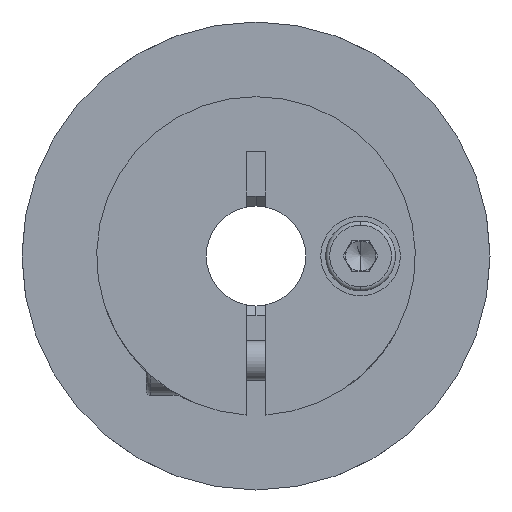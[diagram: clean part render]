
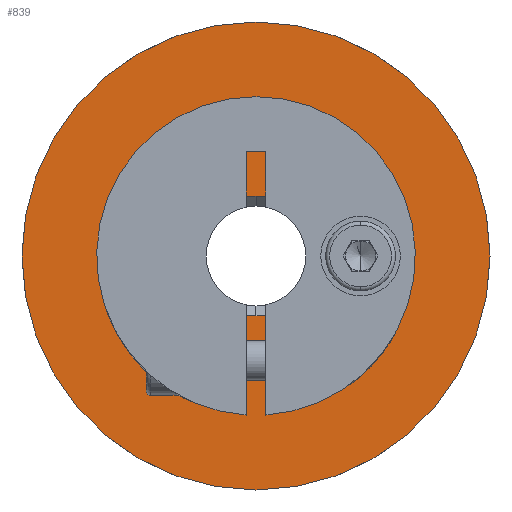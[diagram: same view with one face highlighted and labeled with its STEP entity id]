
A CAD part, left-side view. The second image highlights one B-rep face of the part: STEP entity #839.
In plain terms, the highlighted planar face has unit normal (-1, 0, 0).
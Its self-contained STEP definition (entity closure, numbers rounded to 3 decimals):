
#325 = DIRECTION ( 'NONE',  ( 0., 0., 1. ) ) ;
#417 = FACE_BOUND ( 'NONE', #492, .T. ) ;
#491 = CIRCLE ( 'NONE', #1508, 23.5 ) ;
#492 = EDGE_LOOP ( 'NONE', ( #5219, #3000 ) ) ;
#506 = AXIS2_PLACEMENT_3D ( 'NONE', #2893, #1090, #634 ) ;
#559 = DIRECTION ( 'NONE',  ( 1., 0., 0. ) ) ;
#627 = CIRCLE ( 'NONE', #4166, 6.025 ) ;
#634 = DIRECTION ( 'NONE',  ( 0., 0., 1. ) ) ;
#666 = VERTEX_POINT ( 'NONE', #4176 ) ;
#723 = DIRECTION ( 'NONE',  ( 0., 0., -1. ) ) ;
#839 = ADVANCED_FACE ( 'NONE', ( #417, #2185, #5770 ), #3115, .F. ) ;
#864 = CARTESIAN_POINT ( 'NONE',  ( 0., 0., 0. ) ) ;
#893 = CARTESIAN_POINT ( 'NONE',  ( 0., 0., 23.5 ) ) ;
#940 = EDGE_LOOP ( 'NONE', ( #3807, #1474 ) ) ;
#1019 = DIRECTION ( 'NONE',  ( 0., 0., -1. ) ) ;
#1022 = AXIS2_PLACEMENT_3D ( 'NONE', #3704, #559, #1019 ) ;
#1073 = CIRCLE ( 'NONE', #4428, 6.025 ) ;
#1090 = DIRECTION ( 'NONE',  ( -1., 0., 0. ) ) ;
#1118 = VERTEX_POINT ( 'NONE', #5173 ) ;
#1158 = EDGE_CURVE ( 'NONE', #2217, #666, #1073, .T. ) ;
#1161 = EDGE_CURVE ( 'NONE', #666, #2217, #627, .T. ) ;
#1289 = DIRECTION ( 'NONE',  ( 1., 0., 0. ) ) ;
#1474 = ORIENTED_EDGE ( 'NONE', *, *, #3457, .T. ) ;
#1478 = AXIS2_PLACEMENT_3D ( 'NONE', #864, #2146, #325 ) ;
#1508 = AXIS2_PLACEMENT_3D ( 'NONE', #3835, #1536, #5575 ) ;
#1536 = DIRECTION ( 'NONE',  ( -1., 0., 0. ) ) ;
#1807 = DIRECTION ( 'NONE',  ( 0., 0., 1. ) ) ;
#1977 = CIRCLE ( 'NONE', #2731, 1.65 ) ;
#2059 = CARTESIAN_POINT ( 'NONE',  ( 0., 0., 0. ) ) ;
#2132 = VERTEX_POINT ( 'NONE', #3085 ) ;
#2146 = DIRECTION ( 'NONE',  ( -1., 0., 0. ) ) ;
#2185 = FACE_BOUND ( 'NONE', #5124, .T. ) ;
#2217 = VERTEX_POINT ( 'NONE', #3644 ) ;
#2478 = VERTEX_POINT ( 'NONE', #2937 ) ;
#2731 = AXIS2_PLACEMENT_3D ( 'NONE', #3605, #4460, #1807 ) ;
#2775 = EDGE_CURVE ( 'NONE', #2883, #1118, #4636, .T. ) ;
#2883 = VERTEX_POINT ( 'NONE', #893 ) ;
#2893 = CARTESIAN_POINT ( 'NONE',  ( 0., -10.5, 0. ) ) ;
#2937 = CARTESIAN_POINT ( 'NONE',  ( 0., -10.5, 1.65 ) ) ;
#3000 = ORIENTED_EDGE ( 'NONE', *, *, #1158, .T. ) ;
#3085 = CARTESIAN_POINT ( 'NONE',  ( 0., -10.5, -1.65 ) ) ;
#3115 = PLANE ( 'NONE',  #1022 ) ;
#3210 = ORIENTED_EDGE ( 'NONE', *, *, #3838, .F. ) ;
#3348 = ORIENTED_EDGE ( 'NONE', *, *, #4434, .F. ) ;
#3417 = CARTESIAN_POINT ( 'NONE',  ( 0., 0., 0. ) ) ;
#3457 = EDGE_CURVE ( 'NONE', #1118, #2883, #491, .T. ) ;
#3605 = CARTESIAN_POINT ( 'NONE',  ( 0., -10.5, 0. ) ) ;
#3644 = CARTESIAN_POINT ( 'NONE',  ( 0., 0., -6.025 ) ) ;
#3704 = CARTESIAN_POINT ( 'NONE',  ( 0., 5.025, 0. ) ) ;
#3807 = ORIENTED_EDGE ( 'NONE', *, *, #2775, .T. ) ;
#3816 = DIRECTION ( 'NONE',  ( 0., 0., -1. ) ) ;
#3835 = CARTESIAN_POINT ( 'NONE',  ( 0., 0., 0. ) ) ;
#3838 = EDGE_CURVE ( 'NONE', #2478, #2132, #1977, .T. ) ;
#4042 = CIRCLE ( 'NONE', #506, 1.65 ) ;
#4166 = AXIS2_PLACEMENT_3D ( 'NONE', #3417, #5652, #723 ) ;
#4176 = CARTESIAN_POINT ( 'NONE',  ( 0., 0., 6.025 ) ) ;
#4428 = AXIS2_PLACEMENT_3D ( 'NONE', #2059, #1289, #3816 ) ;
#4434 = EDGE_CURVE ( 'NONE', #2132, #2478, #4042, .T. ) ;
#4460 = DIRECTION ( 'NONE',  ( -1., 0., 0. ) ) ;
#4636 = CIRCLE ( 'NONE', #1478, 23.5 ) ;
#5124 = EDGE_LOOP ( 'NONE', ( #3210, #3348 ) ) ;
#5173 = CARTESIAN_POINT ( 'NONE',  ( 0., 0., -23.5 ) ) ;
#5219 = ORIENTED_EDGE ( 'NONE', *, *, #1161, .T. ) ;
#5575 = DIRECTION ( 'NONE',  ( 0., 0., 1. ) ) ;
#5652 = DIRECTION ( 'NONE',  ( 1., 0., 0. ) ) ;
#5770 = FACE_OUTER_BOUND ( 'NONE', #940, .T. ) ;
